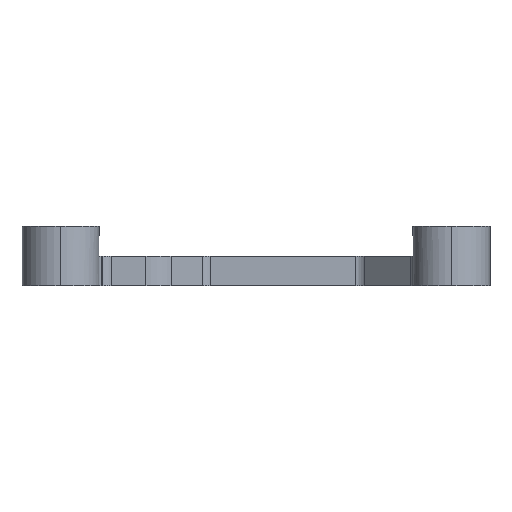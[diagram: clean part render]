
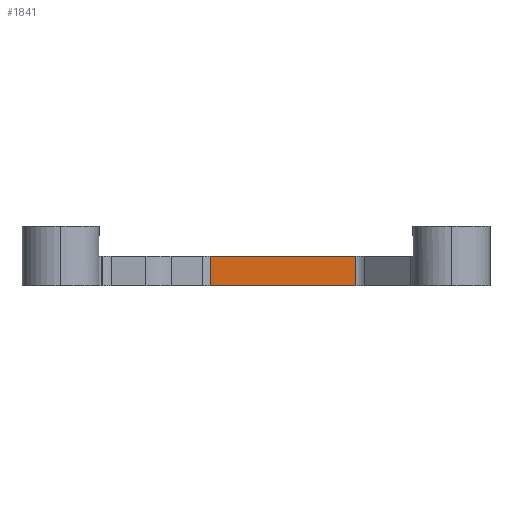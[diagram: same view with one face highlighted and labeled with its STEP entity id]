
A CAD part, left-side view. The second image highlights one B-rep face of the part: STEP entity #1841.
In plain terms, the highlighted planar face has unit normal (-1, 0, 0).
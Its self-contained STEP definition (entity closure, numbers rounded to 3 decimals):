
#37 = CARTESIAN_POINT ( 'NONE',  ( -20.6, 0., 4.1 ) ) ;
#58 = CARTESIAN_POINT ( 'NONE',  ( -20.6, 3.836, 4.1 ) ) ;
#98 = EDGE_LOOP ( 'NONE', ( #1908, #1463, #1618, #1059 ) ) ;
#156 = DIRECTION ( 'NONE',  ( 0., 0., 1. ) ) ;
#196 = LINE ( 'NONE', #1658, #1337 ) ;
#219 = CARTESIAN_POINT ( 'NONE',  ( -20.6, -8.418, 4.1 ) ) ;
#324 = PLANE ( 'NONE',  #467 ) ;
#361 = VERTEX_POINT ( 'NONE', #58 ) ;
#467 = AXIS2_PLACEMENT_3D ( 'NONE', #1061, #859, #156 ) ;
#469 = LINE ( 'NONE', #1548, #551 ) ;
#476 = EDGE_CURVE ( 'NONE', #2250, #1854, #1840, .T. ) ;
#507 = CARTESIAN_POINT ( 'NONE',  ( -20.6, -8.418, 4.1 ) ) ;
#551 = VECTOR ( 'NONE', #1188, 1000. ) ;
#694 = CARTESIAN_POINT ( 'NONE',  ( -20.6, -8.418, 1.6 ) ) ;
#795 = EDGE_CURVE ( 'NONE', #1854, #361, #2166, .T. ) ;
#859 = DIRECTION ( 'NONE',  ( -1., 0., 0. ) ) ;
#1041 = FACE_OUTER_BOUND ( 'NONE', #98, .T. ) ;
#1059 = ORIENTED_EDGE ( 'NONE', *, *, #1357, .T. ) ;
#1061 = CARTESIAN_POINT ( 'NONE',  ( -20.6, 0., 4.1 ) ) ;
#1188 = DIRECTION ( 'NONE',  ( 0., 0., -1. ) ) ;
#1254 = CARTESIAN_POINT ( 'NONE',  ( -20.6, 3.836, 1.6 ) ) ;
#1337 = VECTOR ( 'NONE', #1513, 1000. ) ;
#1357 = EDGE_CURVE ( 'NONE', #361, #1436, #469, .T. ) ;
#1436 = VERTEX_POINT ( 'NONE', #1254 ) ;
#1463 = ORIENTED_EDGE ( 'NONE', *, *, #476, .T. ) ;
#1512 = VECTOR ( 'NONE', #1815, 1000. ) ;
#1513 = DIRECTION ( 'NONE',  ( 0., 1., 0. ) ) ;
#1548 = CARTESIAN_POINT ( 'NONE',  ( -20.6, 3.836, 1.6 ) ) ;
#1618 = ORIENTED_EDGE ( 'NONE', *, *, #795, .T. ) ;
#1626 = EDGE_CURVE ( 'NONE', #2250, #1436, #196, .T. ) ;
#1658 = CARTESIAN_POINT ( 'NONE',  ( -20.6, 0., 1.6 ) ) ;
#1815 = DIRECTION ( 'NONE',  ( 0., 1., 0. ) ) ;
#1818 = DIRECTION ( 'NONE',  ( 0., 0., 1. ) ) ;
#1840 = LINE ( 'NONE', #219, #1943 ) ;
#1841 = ADVANCED_FACE ( 'NONE', ( #1041 ), #324, .T. ) ;
#1854 = VERTEX_POINT ( 'NONE', #507 ) ;
#1908 = ORIENTED_EDGE ( 'NONE', *, *, #1626, .F. ) ;
#1943 = VECTOR ( 'NONE', #1818, 1000. ) ;
#2166 = LINE ( 'NONE', #37, #1512 ) ;
#2250 = VERTEX_POINT ( 'NONE', #694 ) ;
